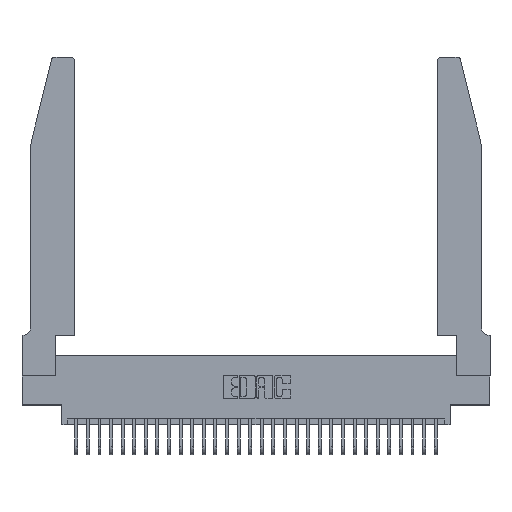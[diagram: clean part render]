
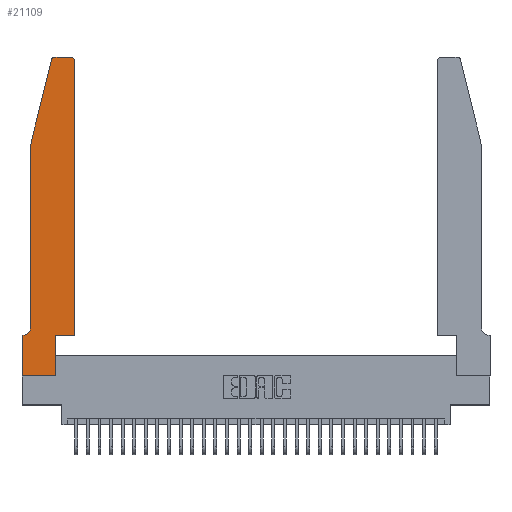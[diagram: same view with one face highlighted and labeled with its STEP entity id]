
A CAD part, top view. The second image highlights one B-rep face of the part: STEP entity #21109.
In plain terms, the highlighted planar face has unit normal (0, 0, 1).
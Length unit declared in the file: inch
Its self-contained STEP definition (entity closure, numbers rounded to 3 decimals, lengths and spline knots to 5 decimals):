
#774 = DIRECTION ( 'NONE',  ( 1., 0., 0. ) ) ;
#1200 = VECTOR ( 'NONE', #27138, 39.37008 ) ;
#1334 = CARTESIAN_POINT ( 'NONE',  ( 0.0755, 2., 0.37 ) ) ;
#1658 = AXIS2_PLACEMENT_3D ( 'NONE', #11520, #20869, #6843 ) ;
#1718 = DIRECTION ( 'NONE',  ( 1., 0., 0. ) ) ;
#2162 = ORIENTED_EDGE ( 'NONE', *, *, #10708, .T. ) ;
#2888 = EDGE_CURVE ( 'NONE', #21930, #11879, #15167, .T. ) ;
#3765 = DIRECTION ( 'NONE',  ( 0., -1., 0. ) ) ;
#4145 = CARTESIAN_POINT ( 'NONE',  ( 0.0755, 2., 0.37 ) ) ;
#4311 = CARTESIAN_POINT ( 'NONE',  ( 0.4505, 0.35, 0.37 ) ) ;
#4383 = VECTOR ( 'NONE', #23059, 39.37008 ) ;
#4613 = VERTEX_POINT ( 'NONE', #4145 ) ;
#5161 = LINE ( 'NONE', #19014, #23108 ) ;
#5306 = VECTOR ( 'NONE', #13243, 39.37008 ) ;
#6327 = VERTEX_POINT ( 'NONE', #23316 ) ;
#6501 = ORIENTED_EDGE ( 'NONE', *, *, #13091, .T. ) ;
#6843 = DIRECTION ( 'NONE',  ( 1., 0., 0. ) ) ;
#6979 = AXIS2_PLACEMENT_3D ( 'NONE', #9679, #25986, #12067 ) ;
#7893 = CARTESIAN_POINT ( 'NONE',  ( 0.0755, 0.42, 0.37 ) ) ;
#9083 = CARTESIAN_POINT ( 'NONE',  ( 0.4505, 2.72, 0.37 ) ) ;
#9148 = CARTESIAN_POINT ( 'NONE',  ( 0.2605, 2.75, 0.37 ) ) ;
#9611 = AXIS2_PLACEMENT_3D ( 'NONE', #29823, #15946, #1718 ) ;
#9679 = CARTESIAN_POINT ( 'NONE',  ( 0.0055, 0.42, 0.37 ) ) ;
#9865 = VECTOR ( 'NONE', #11558, 39.37008 ) ;
#10298 = LINE ( 'NONE', #26624, #21939 ) ;
#10708 = EDGE_CURVE ( 'NONE', #11879, #30225, #5161, .T. ) ;
#10730 = LINE ( 'NONE', #4311, #4383 ) ;
#10887 = CARTESIAN_POINT ( 'NONE',  ( 0.0755, 2., 0.37 ) ) ;
#11520 = CARTESIAN_POINT ( 'NONE',  ( 0., 0.35, 0.37 ) ) ;
#11558 = DIRECTION ( 'NONE',  ( -1., 0., 0. ) ) ;
#11588 = ORIENTED_EDGE ( 'NONE', *, *, #28242, .T. ) ;
#11879 = VERTEX_POINT ( 'NONE', #18955 ) ;
#12067 = DIRECTION ( 'NONE',  ( -1., 0., 0. ) ) ;
#12161 = LINE ( 'NONE', #12284, #23762 ) ;
#12268 = ORIENTED_EDGE ( 'NONE', *, *, #2888, .T. ) ;
#12284 = CARTESIAN_POINT ( 'NONE',  ( 0.0755, 0.35, 0.37 ) ) ;
#12310 = VERTEX_POINT ( 'NONE', #20441 ) ;
#12356 = LINE ( 'NONE', #10887, #5306 ) ;
#12366 = DIRECTION ( 'NONE',  ( 0., 0., 1. ) ) ;
#12982 = EDGE_CURVE ( 'NONE', #29842, #20275, #16084, .T. ) ;
#13091 = EDGE_CURVE ( 'NONE', #18157, #28617, #15524, .T. ) ;
#13243 = DIRECTION ( 'NONE',  ( -0.239, -0.971, 0. ) ) ;
#13333 = EDGE_LOOP ( 'NONE', ( #25958, #24737, #11588, #19252, #6501, #21229, #15417, #12268, #2162, #28958, #15919, #15133 ) ) ;
#13582 = EDGE_CURVE ( 'NONE', #6327, #13597, #10730, .T. ) ;
#13597 = VERTEX_POINT ( 'NONE', #9083 ) ;
#14919 = CARTESIAN_POINT ( 'NONE',  ( 0.2865, 0.35, 0.37 ) ) ;
#15133 = ORIENTED_EDGE ( 'NONE', *, *, #15859, .T. ) ;
#15167 = LINE ( 'NONE', #21377, #26779 ) ;
#15417 = ORIENTED_EDGE ( 'NONE', *, *, #21549, .T. ) ;
#15524 = CIRCLE ( 'NONE', #6979, 0.07 ) ;
#15859 = EDGE_CURVE ( 'NONE', #13597, #29842, #28091, .T. ) ;
#15919 = ORIENTED_EDGE ( 'NONE', *, *, #13582, .T. ) ;
#15946 = DIRECTION ( 'NONE',  ( 0., 0., 1. ) ) ;
#16084 = LINE ( 'NONE', #9148, #9865 ) ;
#16535 = LINE ( 'NONE', #1334, #23413 ) ;
#16668 = DIRECTION ( 'NONE',  ( 0., 1., 0. ) ) ;
#18157 = VERTEX_POINT ( 'NONE', #7893 ) ;
#18955 = CARTESIAN_POINT ( 'NONE',  ( 0.2865, 0., 0.37 ) ) ;
#19014 = CARTESIAN_POINT ( 'NONE',  ( 0.2865, 0.35, 0.37 ) ) ;
#19153 = AXIS2_PLACEMENT_3D ( 'NONE', #26306, #12366, #28604 ) ;
#19216 = CIRCLE ( 'NONE', #19153, 0.03 ) ;
#19252 = ORIENTED_EDGE ( 'NONE', *, *, #25618, .T. ) ;
#19890 = CARTESIAN_POINT ( 'NONE',  ( 0.284, 2.75, 0.37 ) ) ;
#20049 = LINE ( 'NONE', #24802, #1200 ) ;
#20081 = EDGE_CURVE ( 'NONE', #28617, #12310, #12161, .T. ) ;
#20275 = VERTEX_POINT ( 'NONE', #19890 ) ;
#20441 = CARTESIAN_POINT ( 'NONE',  ( 0., 0.35, 0.37 ) ) ;
#20663 = CARTESIAN_POINT ( 'NONE',  ( 0.25487, 2.72718, 0.37 ) ) ;
#20869 = DIRECTION ( 'NONE',  ( 0., 0., 1. ) ) ;
#21109 = ADVANCED_FACE ( 'NONE', ( #26999 ), #27769, .T. ) ;
#21229 = ORIENTED_EDGE ( 'NONE', *, *, #20081, .T. ) ;
#21377 = CARTESIAN_POINT ( 'NONE',  ( 0., 0., 0.37 ) ) ;
#21541 = CARTESIAN_POINT ( 'NONE',  ( 0.0055, 0.35, 0.37 ) ) ;
#21549 = EDGE_CURVE ( 'NONE', #12310, #21930, #20049, .T. ) ;
#21930 = VERTEX_POINT ( 'NONE', #25348 ) ;
#21939 = VECTOR ( 'NONE', #774, 39.37008 ) ;
#23059 = DIRECTION ( 'NONE',  ( 0., 1., 0. ) ) ;
#23108 = VECTOR ( 'NONE', #16668, 39.37008 ) ;
#23316 = CARTESIAN_POINT ( 'NONE',  ( 0.4505, 0.35, 0.37 ) ) ;
#23338 = EDGE_CURVE ( 'NONE', #20275, #25105, #19216, .T. ) ;
#23413 = VECTOR ( 'NONE', #3765, 39.37008 ) ;
#23695 = DIRECTION ( 'NONE',  ( 1., 0., 0. ) ) ;
#23762 = VECTOR ( 'NONE', #26211, 39.37008 ) ;
#24205 = CARTESIAN_POINT ( 'NONE',  ( 0.4205, 2.75, 0.37 ) ) ;
#24737 = ORIENTED_EDGE ( 'NONE', *, *, #23338, .T. ) ;
#24802 = CARTESIAN_POINT ( 'NONE',  ( 0., 0., 0.37 ) ) ;
#25105 = VERTEX_POINT ( 'NONE', #20663 ) ;
#25348 = CARTESIAN_POINT ( 'NONE',  ( 0., 0., 0.37 ) ) ;
#25618 = EDGE_CURVE ( 'NONE', #4613, #18157, #16535, .T. ) ;
#25958 = ORIENTED_EDGE ( 'NONE', *, *, #12982, .T. ) ;
#25986 = DIRECTION ( 'NONE',  ( 0., 0., -1. ) ) ;
#26069 = EDGE_CURVE ( 'NONE', #30225, #6327, #10298, .T. ) ;
#26211 = DIRECTION ( 'NONE',  ( -1., 0., 0. ) ) ;
#26306 = CARTESIAN_POINT ( 'NONE',  ( 0.284, 2.72, 0.37 ) ) ;
#26624 = CARTESIAN_POINT ( 'NONE',  ( 0.4505, 0.35, 0.37 ) ) ;
#26779 = VECTOR ( 'NONE', #23695, 39.37008 ) ;
#26999 = FACE_OUTER_BOUND ( 'NONE', #13333, .T. ) ;
#27138 = DIRECTION ( 'NONE',  ( 0., -1., 0. ) ) ;
#27769 = PLANE ( 'NONE',  #1658 ) ;
#28091 = CIRCLE ( 'NONE', #9611, 0.03 ) ;
#28242 = EDGE_CURVE ( 'NONE', #25105, #4613, #12356, .T. ) ;
#28604 = DIRECTION ( 'NONE',  ( 1., 0., 0. ) ) ;
#28617 = VERTEX_POINT ( 'NONE', #21541 ) ;
#28958 = ORIENTED_EDGE ( 'NONE', *, *, #26069, .T. ) ;
#29823 = CARTESIAN_POINT ( 'NONE',  ( 0.4205, 2.72, 0.37 ) ) ;
#29842 = VERTEX_POINT ( 'NONE', #24205 ) ;
#30225 = VERTEX_POINT ( 'NONE', #14919 ) ;
